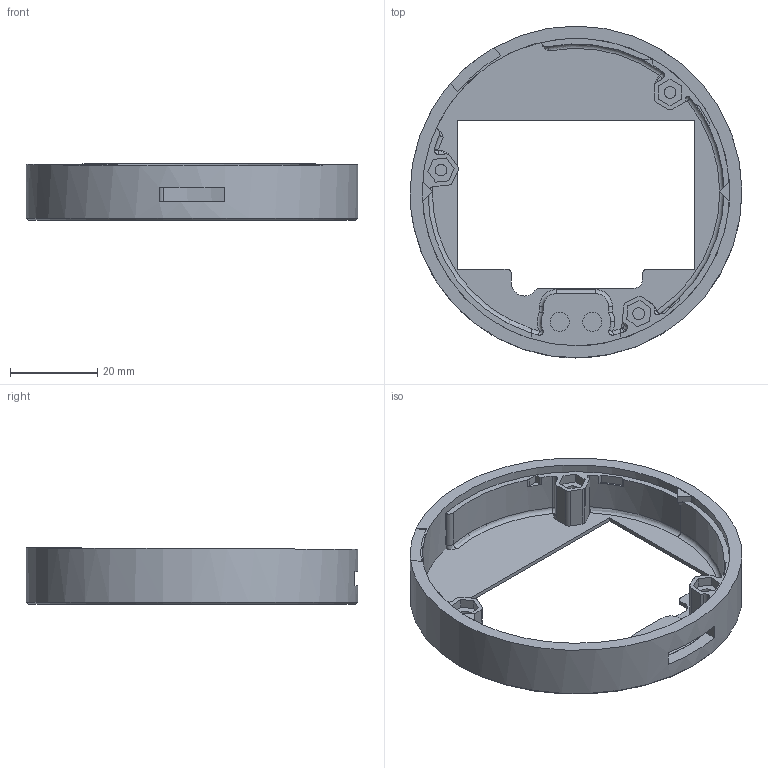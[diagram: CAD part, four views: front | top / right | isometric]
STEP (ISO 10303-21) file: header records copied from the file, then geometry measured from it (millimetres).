
FILE_DESCRIPTION(('HOOPS Exchange Step'),'2;1');
FILE_NAME('i_mirror_REV8_nutjig.stp','2024-07-31T00:56:07-07:00',('true'),('Unknown organisation'),'HOOPS Exchange 2023.2','HOOPS Exchange','Unknown authorisation');
FILE_SCHEMA( ('AP203_CONFIGURATION_CONTROLLED_3D_DESIGN_OF_MECHANICAL_PARTS_AND_ASSEMBLIES_MIM_LF') );
Length unit declared in the file: millimetre
Products named in the file (1): export
Bounding box: 76.2 x 76.2 x 12.98 mm (x, y, z)
Volume: 13942.1 mm3; surface area: 15694.5 mm2
Topology: 7 solids, 7 shells, 220 faces, 568 edges, 364 vertices
Faces by surface type: plane 116, cylinder 64, torus 16, bspline 15, cone 9
Full cylindrical faces by diameter (mm): 4.4 x2, 70.6 x2, 76.2 x1
Entity records: 9970 total; most frequent: CARTESIAN_POINT 4560, ORIENTED_EDGE 1132, DIRECTION 1114, EDGE_CURVE 566, AXIS2_PLACEMENT_3D 397, VERTEX_POINT 364, VECTOR 320, LINE 320
